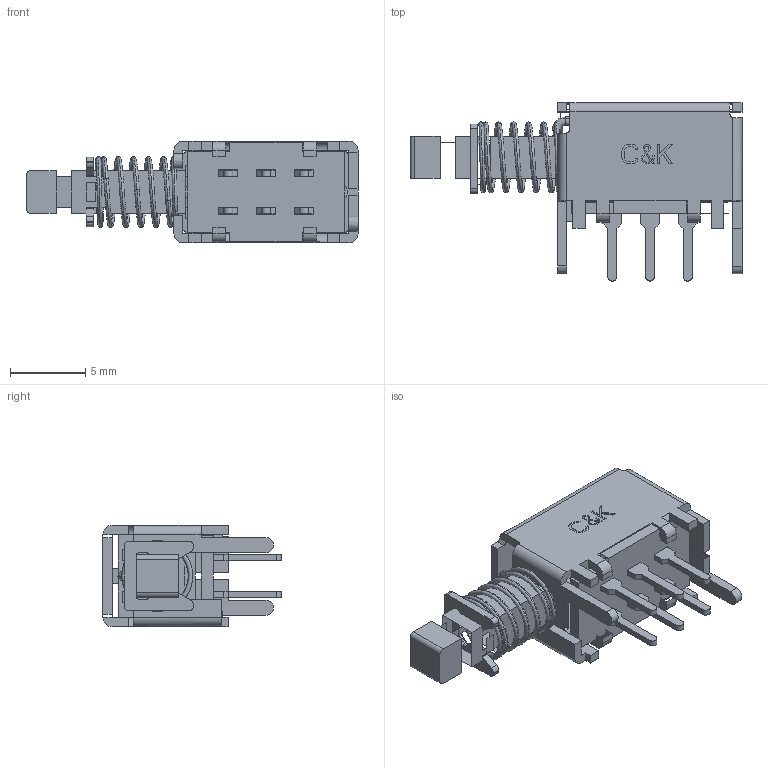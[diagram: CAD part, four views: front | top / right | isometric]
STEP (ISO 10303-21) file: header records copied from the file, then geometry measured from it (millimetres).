
FILE_DESCRIPTION((''),'2;1');
FILE_NAME('PN2X-S-ASSY_SW0002_PRT','2014-10-31T',('jtrepler'),(''),'PRO/ENGINEER BY PARAMETRIC TECHNOLOGY CORPORATION, 2011410','PRO/ENGINEER BY PARAMETRIC TECHNOLOGY CORPORATION, 2011410','');
FILE_SCHEMA(('AUTOMOTIVE_DESIGN_CC2 { 1 2 10303 214 -1 1 5 2 }'));
Length unit declared in the file: inch
Products named in the file (1): PN2X-S-ASSY_SW0002_PRT
Bounding box: 22 x 11.8 x 6.7 mm (x, y, z)
Surface area: 1095.5 mm2 (no closed solid volume)
Topology: 0 solids, 37 shells, 244 faces, 1546 edges, 1323 vertices
Faces by surface type: plane 194, cylinder 34, bspline 12, torus 4
Entity records: 17279 total; most frequent: CARTESIAN_POINT 5860, DIRECTION 2080, ORIENTED_EDGE 2062, EDGE_CURVE 1546, VECTOR 1408, LINE 1408, VERTEX_POINT 1323, AXIS2_PLACEMENT_3D 336
